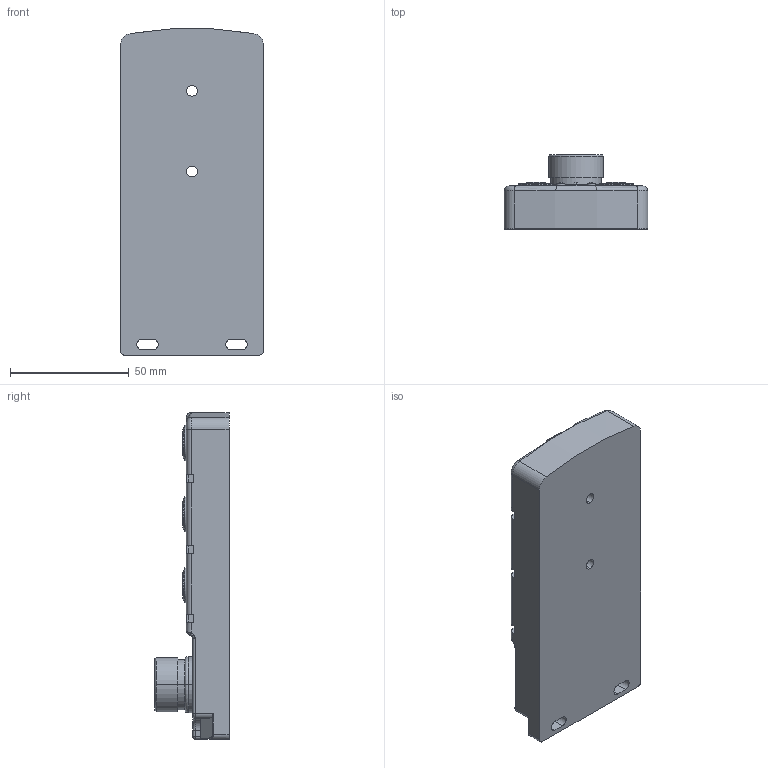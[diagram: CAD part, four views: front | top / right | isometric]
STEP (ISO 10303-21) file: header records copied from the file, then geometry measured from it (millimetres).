
FILE_DESCRIPTION(/* description */ (''),/* implementation_level */ '2;1');
FILE_NAME(/* name */ 'jb6m12-4p-t-r.step',/* time_stamp */ '2019-03-08T14:07:11+08:00',/* author */ (''),/* organization */ (''),/* preprocessor_version */ 'ST-DEVELOPER v15',/* originating_system */ 'SIEMENS PLM Software NX 9.0',/* authorisation */ '');
FILE_SCHEMA (('AUTOMOTIVE_DESIGN { 1 0 10303 214 3 1 1 1 }'));
Length unit declared in the file: millimetre
Products named in the file (1): jb6m12-4p-t-r
Bounding box: 60.5 x 31.3 x 137.75 mm (x, y, z)
Volume: 139379.5 mm3; surface area: 35098.9 mm2
Topology: 2 solids, 2 shells, 1473 faces, 4201 edges, 2745 vertices
Faces by surface type: plane 716, cylinder 535, cone 92, sphere 61, bspline 45, torus 24
Entity records: 55994 total; most frequent: CARTESIAN_POINT 17119, ORIENTED_EDGE 8204, DIRECTION 8153, EDGE_CURVE 4102, AXIS2_PLACEMENT_3D 2869, VERTEX_POINT 2723, LINE 2415, VECTOR 2415
